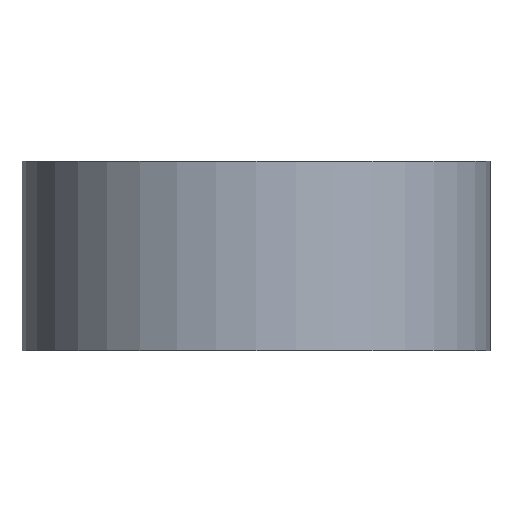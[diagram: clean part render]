
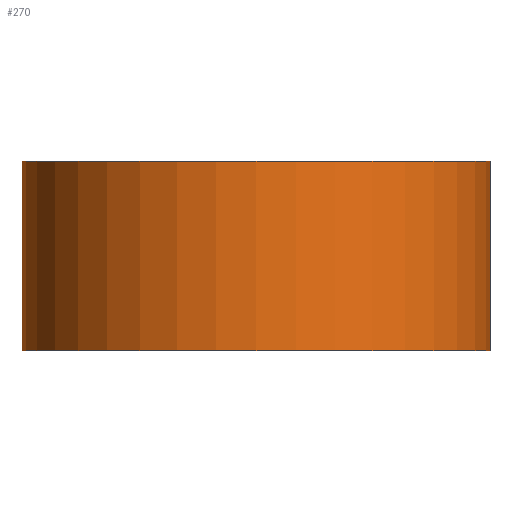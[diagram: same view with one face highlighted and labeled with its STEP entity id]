
A CAD part, front view. The second image highlights one B-rep face of the part: STEP entity #270.
In plain terms, the highlighted cylindrical face has radius 30.85 mm (diameter 61.7 mm), a partial arc.
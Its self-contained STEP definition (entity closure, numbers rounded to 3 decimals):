
#270 = ADVANCED_FACE( '', ( #376 ), #377, .T. );
#376 = FACE_OUTER_BOUND( '', #608, .T. );
#377 = CYLINDRICAL_SURFACE( '', #609, 30.85 );
#608 = EDGE_LOOP( '', ( #863, #864, #865, #866, #867, #868, #869, #870, #871, #872, #873, #874 ) );
#609 = AXIS2_PLACEMENT_3D( '', #875, #876, #877 );
#863 = ORIENTED_EDGE( '', *, *, #1635, .F. );
#864 = ORIENTED_EDGE( '', *, *, #1634, .T. );
#865 = ORIENTED_EDGE( '', *, *, #1636, .F. );
#866 = ORIENTED_EDGE( '', *, *, #1637, .F. );
#867 = ORIENTED_EDGE( '', *, *, #1638, .F. );
#868 = ORIENTED_EDGE( '', *, *, #1639, .F. );
#869 = ORIENTED_EDGE( '', *, *, #1640, .F. );
#870 = ORIENTED_EDGE( '', *, *, #1641, .F. );
#871 = ORIENTED_EDGE( '', *, *, #1623, .T. );
#872 = ORIENTED_EDGE( '', *, *, #1642, .T. );
#873 = ORIENTED_EDGE( '', *, *, #1643, .F. );
#874 = ORIENTED_EDGE( '', *, *, #1644, .F. );
#875 = CARTESIAN_POINT( '', ( 0., 0., -12.5 ) );
#876 = DIRECTION( '', ( 0., 0., -1. ) );
#877 = DIRECTION( '', ( -1., 0., 0. ) );
#1623 = EDGE_CURVE( '', #1869, #1867, #1870, .T. );
#1634 = EDGE_CURVE( '', #1884, #1888, #1890, .T. );
#1635 = EDGE_CURVE( '', #1884, #1891, #1892, .F. );
#1636 = EDGE_CURVE( '', #1893, #1888, #1894, .T. );
#1637 = EDGE_CURVE( '', #1895, #1893, #1896, .T. );
#1638 = EDGE_CURVE( '', #1897, #1895, #1898, .F. );
#1639 = EDGE_CURVE( '', #1899, #1897, #1900, .T. );
#1640 = EDGE_CURVE( '', #1901, #1899, #1902, .F. );
#1641 = EDGE_CURVE( '', #1869, #1901, #1903, .T. );
#1642 = EDGE_CURVE( '', #1867, #1904, #1905, .T. );
#1643 = EDGE_CURVE( '', #1906, #1904, #1907, .F. );
#1644 = EDGE_CURVE( '', #1891, #1906, #1908, .T. );
#1867 = VERTEX_POINT( '', #2271 );
#1869 = VERTEX_POINT( '', #2273 );
#1870 = CIRCLE( '', #2274, 30.85 );
#1884 = VERTEX_POINT( '', #2292 );
#1888 = VERTEX_POINT( '', #2297 );
#1890 = LINE( '', #2299, #2300 );
#1891 = VERTEX_POINT( '', #2301 );
#1892 = ELLIPSE( '', #2302, 53.785, 30.85 );
#1893 = VERTEX_POINT( '', #2303 );
#1894 = CIRCLE( '', #2304, 30.85 );
#1895 = VERTEX_POINT( '', #2305 );
#1896 = LINE( '', #2306, #2307 );
#1897 = VERTEX_POINT( '', #2308 );
#1898 = ELLIPSE( '', #2309, 53.785, 30.85 );
#1899 = VERTEX_POINT( '', #2310 );
#1900 = B_SPLINE_CURVE_WITH_KNOTS( '', 3, ( #2311, #2312, #2313, #2314, #2315, #2316, #2317, #2318, #2319, #2320, #2321, #2322, #2323, #2324, #2325, #2326 ), .UNSPECIFIED., .F., .F., ( 4, 2, 2, 2, 2, 2, 2, 4 ), ( 0., 0.001, 0.001, 0.002, 0.003, 0.003, 0.004, 0.005 ), .UNSPECIFIED. );
#1901 = VERTEX_POINT( '', #2327 );
#1902 = ELLIPSE( '', #2328, 53.785, 30.85 );
#1903 = LINE( '', #2329, #2330 );
#1904 = VERTEX_POINT( '', #2331 );
#1905 = LINE( '', #2332, #2333 );
#1906 = VERTEX_POINT( '', #2334 );
#1907 = ELLIPSE( '', #2335, 53.785, 30.85 );
#1908 = B_SPLINE_CURVE_WITH_KNOTS( '', 3, ( #2336, #2337, #2338, #2339, #2340, #2341, #2342, #2343, #2344, #2345, #2346, #2347, #2348, #2349, #2350, #2351 ), .UNSPECIFIED., .F., .F., ( 4, 2, 2, 2, 2, 2, 2, 4 ), ( 0., 0.001, 0.001, 0.002, 0.003, 0.003, 0.004, 0.005 ), .UNSPECIFIED. );
#2271 = CARTESIAN_POINT( '', ( 6.218, 30.217, -12.5 ) );
#2273 = CARTESIAN_POINT( '', ( -6.218, 30.217, -12.5 ) );
#2274 = AXIS2_PLACEMENT_3D( '', #2959, #2960, #2961 );
#2292 = CARTESIAN_POINT( '', ( 6.218, 30.217, 2.616 ) );
#2297 = CARTESIAN_POINT( '', ( 6.218, 30.217, 12.5 ) );
#2299 = CARTESIAN_POINT( '', ( 6.218, 30.217, -12.5 ) );
#2300 = VECTOR( '', #2982, 1000. );
#2301 = CARTESIAN_POINT( '', ( 6.501, 30.157, 2.294 ) );
#2302 = AXIS2_PLACEMENT_3D( '', #2983, #2984, #2985 );
#2303 = CARTESIAN_POINT( '', ( -6.218, 30.217, 12.5 ) );
#2304 = AXIS2_PLACEMENT_3D( '', #2986, #2987, #2988 );
#2305 = CARTESIAN_POINT( '', ( -6.218, 30.217, 2.616 ) );
#2306 = CARTESIAN_POINT( '', ( -6.218, 30.217, -12.5 ) );
#2307 = VECTOR( '', #2989, 1000. );
#2308 = CARTESIAN_POINT( '', ( -6.501, 30.157, 2.294 ) );
#2309 = AXIS2_PLACEMENT_3D( '', #2990, #2991, #2992 );
#2310 = CARTESIAN_POINT( '', ( -6.501, 30.157, -2.294 ) );
#2311 = CARTESIAN_POINT( '', ( -6.501, 30.157, -2.294 ) );
#2312 = CARTESIAN_POINT( '', ( -6.64, 30.127, -2.136 ) );
#2313 = CARTESIAN_POINT( '', ( -6.767, 30.099, -1.97 ) );
#2314 = CARTESIAN_POINT( '', ( -6.991, 30.048, -1.617 ) );
#2315 = CARTESIAN_POINT( '', ( -7.09, 30.024, -1.43 ) );
#2316 = CARTESIAN_POINT( '', ( -7.252, 29.986, -1.039 ) );
#2317 = CARTESIAN_POINT( '', ( -7.314, 29.97, -0.839 ) );
#2318 = CARTESIAN_POINT( '', ( -7.399, 29.95, -0.428 ) );
#2319 = CARTESIAN_POINT( '', ( -7.421, 29.944, -0.216 ) );
#2320 = CARTESIAN_POINT( '', ( -7.422, 29.944, 0.209 ) );
#2321 = CARTESIAN_POINT( '', ( -7.4, 29.949, 0.418 ) );
#2322 = CARTESIAN_POINT( '', ( -7.317, 29.97, 0.831 ) );
#2323 = CARTESIAN_POINT( '', ( -7.253, 29.985, 1.036 ) );
#2324 = CARTESIAN_POINT( '', ( -7.012, 30.043, 1.62 ) );
#2325 = CARTESIAN_POINT( '', ( -6.78, 30.097, 1.978 ) );
#2326 = CARTESIAN_POINT( '', ( -6.501, 30.157, 2.294 ) );
#2327 = CARTESIAN_POINT( '', ( -6.218, 30.217, -2.616 ) );
#2328 = AXIS2_PLACEMENT_3D( '', #2993, #2994, #2995 );
#2329 = CARTESIAN_POINT( '', ( -6.218, 30.217, -12.5 ) );
#2330 = VECTOR( '', #2996, 1000. );
#2331 = CARTESIAN_POINT( '', ( 6.218, 30.217, -2.616 ) );
#2332 = CARTESIAN_POINT( '', ( 6.218, 30.217, -12.5 ) );
#2333 = VECTOR( '', #2997, 1000. );
#2334 = CARTESIAN_POINT( '', ( 6.501, 30.157, -2.294 ) );
#2335 = AXIS2_PLACEMENT_3D( '', #2998, #2999, #3000 );
#2336 = CARTESIAN_POINT( '', ( 6.501, 30.157, 2.294 ) );
#2337 = CARTESIAN_POINT( '', ( 6.64, 30.127, 2.136 ) );
#2338 = CARTESIAN_POINT( '', ( 6.767, 30.099, 1.97 ) );
#2339 = CARTESIAN_POINT( '', ( 6.991, 30.048, 1.617 ) );
#2340 = CARTESIAN_POINT( '', ( 7.09, 30.024, 1.43 ) );
#2341 = CARTESIAN_POINT( '', ( 7.252, 29.986, 1.039 ) );
#2342 = CARTESIAN_POINT( '', ( 7.314, 29.97, 0.839 ) );
#2343 = CARTESIAN_POINT( '', ( 7.399, 29.95, 0.428 ) );
#2344 = CARTESIAN_POINT( '', ( 7.421, 29.944, 0.216 ) );
#2345 = CARTESIAN_POINT( '', ( 7.422, 29.944, -0.209 ) );
#2346 = CARTESIAN_POINT( '', ( 7.4, 29.949, -0.418 ) );
#2347 = CARTESIAN_POINT( '', ( 7.317, 29.97, -0.831 ) );
#2348 = CARTESIAN_POINT( '', ( 7.253, 29.985, -1.036 ) );
#2349 = CARTESIAN_POINT( '', ( 7.012, 30.043, -1.62 ) );
#2350 = CARTESIAN_POINT( '', ( 6.78, 30.097, -1.978 ) );
#2351 = CARTESIAN_POINT( '', ( 6.501, 30.157, -2.294 ) );
#2959 = CARTESIAN_POINT( '', ( 0., 0., -12.5 ) );
#2960 = DIRECTION( '', ( 0., 0., 1. ) );
#2961 = DIRECTION( '', ( 1., 0., 0. ) );
#2982 = DIRECTION( '', ( 0., 0., 1. ) );
#2983 = CARTESIAN_POINT( '', ( 0., 0., 30.12 ) );
#2984 = DIRECTION( '', ( 0.73, 0.372, 0.574 ) );
#2985 = DIRECTION( '', ( -0.511, -0.26, 0.819 ) );
#2986 = CARTESIAN_POINT( '', ( 0., 0., 12.5 ) );
#2987 = DIRECTION( '', ( 0., 0., 1. ) );
#2988 = DIRECTION( '', ( 1., 0., 0. ) );
#2989 = DIRECTION( '', ( 0., 0., 1. ) );
#2990 = CARTESIAN_POINT( '', ( 0., 0., 30.12 ) );
#2991 = DIRECTION( '', ( -0.73, 0.372, 0.574 ) );
#2992 = DIRECTION( '', ( 0.511, -0.26, 0.819 ) );
#2993 = CARTESIAN_POINT( '', ( 0., 0., -30.12 ) );
#2994 = DIRECTION( '', ( -0.73, 0.372, -0.574 ) );
#2995 = DIRECTION( '', ( -0.511, 0.26, 0.819 ) );
#2996 = DIRECTION( '', ( 0., 0., 1. ) );
#2997 = DIRECTION( '', ( 0., 0., 1. ) );
#2998 = CARTESIAN_POINT( '', ( 0., 0., -30.12 ) );
#2999 = DIRECTION( '', ( 0.73, 0.372, -0.574 ) );
#3000 = DIRECTION( '', ( 0.511, 0.26, 0.819 ) );
